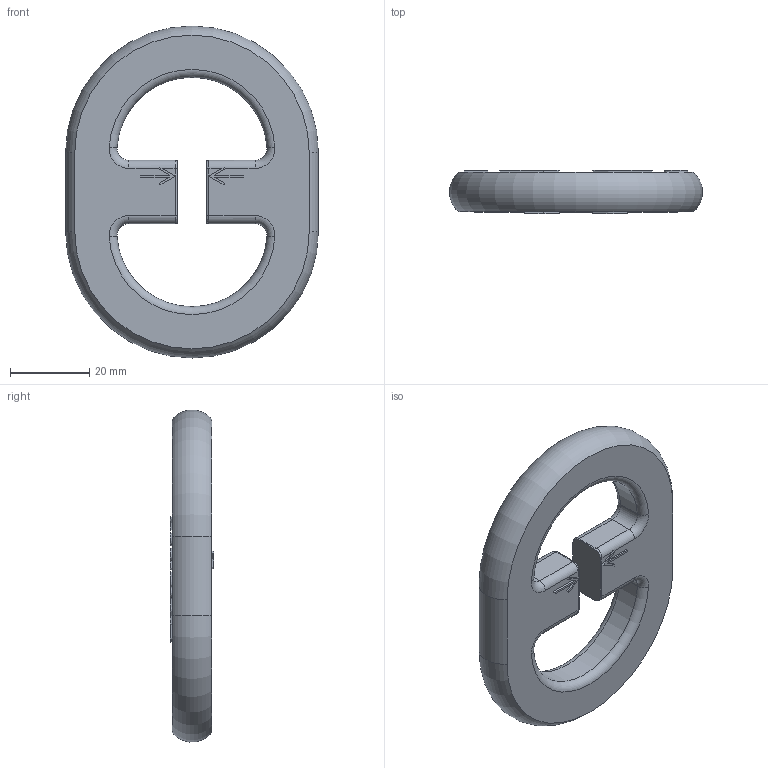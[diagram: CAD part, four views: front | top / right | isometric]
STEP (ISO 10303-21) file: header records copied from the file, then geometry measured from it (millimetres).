
FILE_DESCRIPTION((''),'2;1');
FILE_NAME('4VCG10','2005-01-19T',('jakubetz'),(''),'PRO/ENGINEER BY PARAMETRIC TECHNOLOGY CORPORATION, 2001400','PRO/ENGINEER BY PARAMETRIC TECHNOLOGY CORPORATION, 2001400','');
FILE_SCHEMA(('CONFIG_CONTROL_DESIGN'));
Length unit declared in the file: millimetre
Products named in the file (1): 4VCG10
Bounding box: 63.96 x 11 x 83.96 mm (x, y, z)
Volume: 29035.8 mm3; surface area: 9888.1 mm2
Topology: 1 solids, 1 shells, 572 faces, 1594 edges, 1048 vertices
Faces by surface type: plane 522, cylinder 28, torus 14, bspline 8
Entity records: 18194 total; most frequent: CARTESIAN_POINT 3504, ORIENTED_EDGE 3188, DIRECTION 2758, EDGE_CURVE 1594, VECTOR 1502, LINE 1502, VERTEX_POINT 1048, AXIS2_PLACEMENT_3D 628
